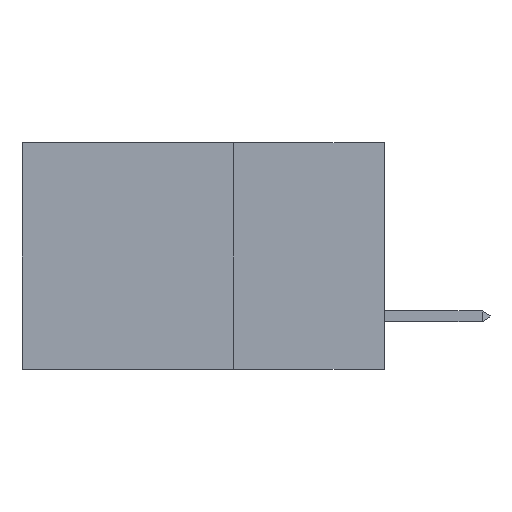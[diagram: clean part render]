
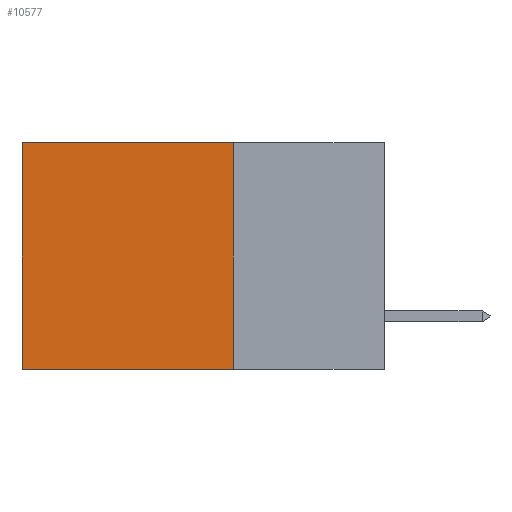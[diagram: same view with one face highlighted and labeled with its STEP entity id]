
A CAD part, left-side view. The second image highlights one B-rep face of the part: STEP entity #10577.
In plain terms, the highlighted planar face has unit normal (-1, 0, 0).
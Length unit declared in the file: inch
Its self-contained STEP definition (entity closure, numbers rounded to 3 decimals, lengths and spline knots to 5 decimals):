
#701 = EDGE_CURVE ( 'NONE', #18433, #17449, #7681, .T. ) ;
#998 = CARTESIAN_POINT ( 'NONE',  ( 0.2875, 0.6, -0.375 ) ) ;
#1881 = DIRECTION ( 'NONE',  ( 0., 1., 0. ) ) ;
#2702 = VERTEX_POINT ( 'NONE', #10904 ) ;
#2923 = PLANE ( 'NONE',  #3854 ) ;
#3854 = AXIS2_PLACEMENT_3D ( 'NONE', #16282, #16532, #7362 ) ;
#5355 = VERTEX_POINT ( 'NONE', #14361 ) ;
#6083 = EDGE_CURVE ( 'NONE', #17449, #2702, #14067, .T. ) ;
#7252 = DIRECTION ( 'NONE',  ( 0., 0., -1. ) ) ;
#7362 = DIRECTION ( 'NONE',  ( 0., 0., -1. ) ) ;
#7681 = LINE ( 'NONE', #19139, #10007 ) ;
#7684 = VECTOR ( 'NONE', #1881, 39.37008 ) ;
#7908 = EDGE_CURVE ( 'NONE', #18433, #5355, #18393, .T. ) ;
#10007 = VECTOR ( 'NONE', #16032, 39.37008 ) ;
#10577 = ADVANCED_FACE ( 'NONE', ( #18999 ), #2923, .F. ) ;
#10703 = LINE ( 'NONE', #15162, #7684 ) ;
#10904 = CARTESIAN_POINT ( 'NONE',  ( 0.2875, 0.6, -0.375 ) ) ;
#11134 = ORIENTED_EDGE ( 'NONE', *, *, #701, .T. ) ;
#11640 = CARTESIAN_POINT ( 'NONE',  ( 0.2875, 0.25, 0. ) ) ;
#12402 = EDGE_LOOP ( 'NONE', ( #19008, #17646, #14716, #11134 ) ) ;
#13109 = DIRECTION ( 'NONE',  ( 0., 0., -1. ) ) ;
#14067 = LINE ( 'NONE', #998, #18005 ) ;
#14228 = VECTOR ( 'NONE', #7252, 39.37008 ) ;
#14361 = CARTESIAN_POINT ( 'NONE',  ( 0.2875, 0.25, -0.375 ) ) ;
#14716 = ORIENTED_EDGE ( 'NONE', *, *, #7908, .F. ) ;
#15162 = CARTESIAN_POINT ( 'NONE',  ( 0.2875, 0.25, -0.375 ) ) ;
#16032 = DIRECTION ( 'NONE',  ( 0., 1., 0. ) ) ;
#16282 = CARTESIAN_POINT ( 'NONE',  ( 0.2875, 0.25, -0.375 ) ) ;
#16532 = DIRECTION ( 'NONE',  ( 1., 0., 0. ) ) ;
#17449 = VERTEX_POINT ( 'NONE', #18221 ) ;
#17646 = ORIENTED_EDGE ( 'NONE', *, *, #18681, .F. ) ;
#18005 = VECTOR ( 'NONE', #13109, 39.37008 ) ;
#18221 = CARTESIAN_POINT ( 'NONE',  ( 0.2875, 0.6, 0. ) ) ;
#18393 = LINE ( 'NONE', #19150, #14228 ) ;
#18433 = VERTEX_POINT ( 'NONE', #11640 ) ;
#18681 = EDGE_CURVE ( 'NONE', #5355, #2702, #10703, .T. ) ;
#18999 = FACE_OUTER_BOUND ( 'NONE', #12402, .T. ) ;
#19008 = ORIENTED_EDGE ( 'NONE', *, *, #6083, .T. ) ;
#19139 = CARTESIAN_POINT ( 'NONE',  ( 0.2875, 0.25, 0. ) ) ;
#19150 = CARTESIAN_POINT ( 'NONE',  ( 0.2875, 0.25, -0.375 ) ) ;
